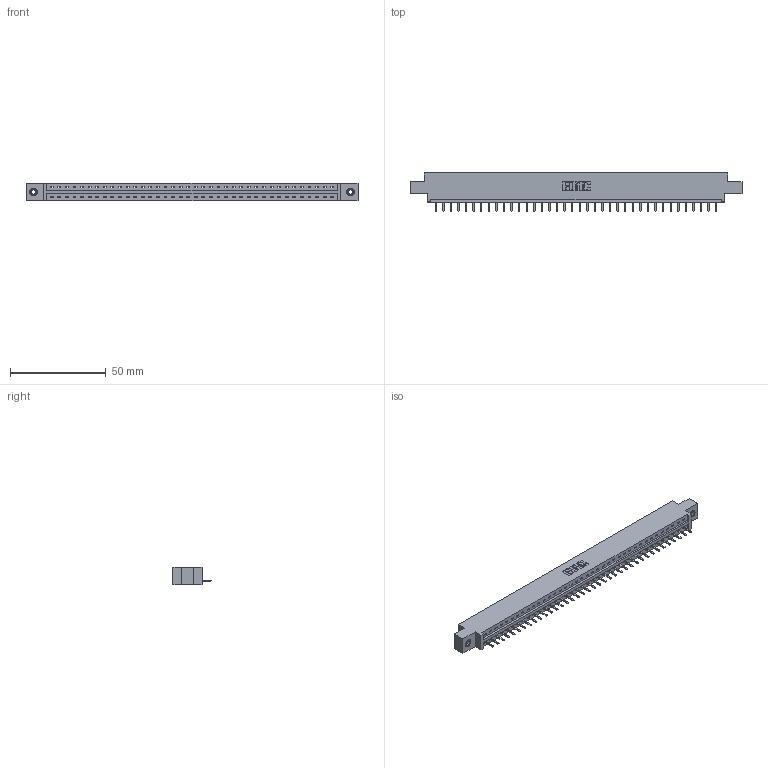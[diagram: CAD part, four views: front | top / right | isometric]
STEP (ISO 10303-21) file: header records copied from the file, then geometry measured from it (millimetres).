
FILE_DESCRIPTION (( 'STEP AP203' ), '1' );
FILE_NAME ('387-038-520-608.STEP', '2019-10-04T15:26:13', ( '' ), ( '' ), 'SwSTEP 2.0', 'SolidWorks 2016', '' );
FILE_SCHEMA (( 'CONFIG_CONTROL_DESIGN' ));
Length unit declared in the file: inch
Products named in the file (4): 387-038-520-608; 345-250-001_345-250-003-102; 337 Part_0.170 Offset - 0.156 Dia-TI; 345-292-001_345-293-120
Assembly tree (41 placements, depth 2):
  387-038-520-608
    337 Part_0.170 Offset - 0.156 Dia-TI
    345-292-001_345-293-120  x38
    345-250-001_345-250-003-102  x2
Bounding box: 173.58 x 20.02 x 9.4 mm (x, y, z)
Volume: 17757.7 mm3; surface area: 18060.4 mm2
Topology: 41 solids, 41 shells, 2686 faces, 7907 edges, 5162 vertices
Faces by surface type: plane 1930, cylinder 740, cone 12, torus 4
Entity records: 30196 total; most frequent: CARTESIAN_POINT 5251, ORIENTED_EDGE 5206, DIRECTION 4449, EDGE_CURVE 2603, VECTOR 2451, LINE 2451, VERTEX_POINT 1728, AXIS2_PLACEMENT_3D 999
